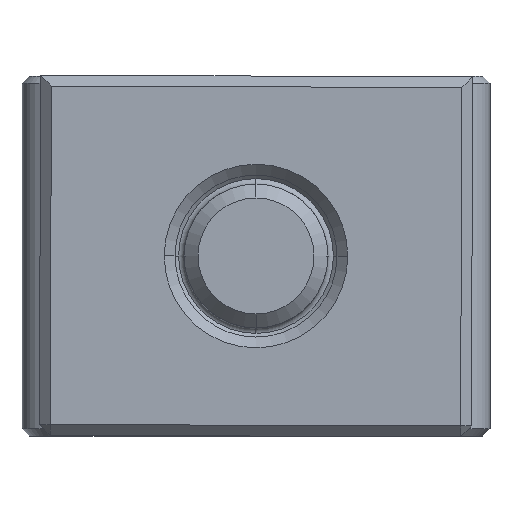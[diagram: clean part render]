
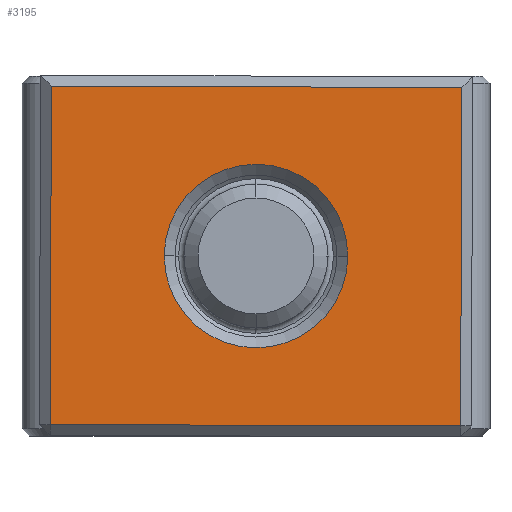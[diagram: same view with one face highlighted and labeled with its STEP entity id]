
A CAD part, front view. The second image highlights one B-rep face of the part: STEP entity #3195.
In plain terms, the highlighted face is planar.
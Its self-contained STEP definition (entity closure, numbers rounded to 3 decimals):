
#2 = CARTESIAN_POINT ( 'NONE',  ( 5.7, 9.7, 2.05 ) ) ;
#22 = VERTEX_POINT ( 'NONE', #4556 ) ;
#58 = DIRECTION ( 'NONE',  ( 1., 0., 0. ) ) ;
#94 = EDGE_CURVE ( 'NONE', #1925, #3263, #4003, .T. ) ;
#121 = EDGE_CURVE ( 'NONE', #978, #5209, #595, .T. ) ;
#183 = AXIS2_PLACEMENT_3D ( 'NONE', #1224, #1663, #2548 ) ;
#299 = LINE ( 'NONE', #3246, #1449 ) ;
#595 = LINE ( 'NONE', #3851, #3750 ) ;
#682 = VECTOR ( 'NONE', #2658, 1000. ) ;
#978 = VERTEX_POINT ( 'NONE', #3341 ) ;
#1175 = DIRECTION ( 'NONE',  ( 1., 0., 0. ) ) ;
#1213 = DIRECTION ( 'NONE',  ( 1., 0., 0. ) ) ;
#1224 = CARTESIAN_POINT ( 'NONE',  ( 0., 0., 2.05 ) ) ;
#1317 = CARTESIAN_POINT ( 'NONE',  ( -6., 9.7, 2.05 ) ) ;
#1429 = VERTEX_POINT ( 'NONE', #2 ) ;
#1449 = VECTOR ( 'NONE', #1213, 1000. ) ;
#1628 = DIRECTION ( 'NONE',  ( 0., 0., -1. ) ) ;
#1663 = DIRECTION ( 'NONE',  ( 0., 0., 1. ) ) ;
#1683 = CARTESIAN_POINT ( 'NONE',  ( 2.55, 5., 2.05 ) ) ;
#1771 = DIRECTION ( 'NONE',  ( 0., 1., 0. ) ) ;
#1925 = VERTEX_POINT ( 'NONE', #2347 ) ;
#2347 = CARTESIAN_POINT ( 'NONE',  ( -2.55, 5., 2.05 ) ) ;
#2413 = PLANE ( 'NONE',  #183 ) ;
#2456 = CARTESIAN_POINT ( 'NONE',  ( 0., 5., 2.05 ) ) ;
#2548 = DIRECTION ( 'NONE',  ( 1., 0., 0. ) ) ;
#2610 = LINE ( 'NONE', #3433, #4238 ) ;
#2618 = AXIS2_PLACEMENT_3D ( 'NONE', #4049, #4463, #1175 ) ;
#2658 = DIRECTION ( 'NONE',  ( -1., 0., 0. ) ) ;
#2679 = ORIENTED_EDGE ( 'NONE', *, *, #94, .T. ) ;
#2732 = CIRCLE ( 'NONE', #2618, 2.55 ) ;
#2733 = FACE_BOUND ( 'NONE', #4784, .T. ) ;
#3178 = LINE ( 'NONE', #1317, #682 ) ;
#3195 = ADVANCED_FACE ( 'NONE', ( #2733, #4959 ), #2413, .T. ) ;
#3215 = CARTESIAN_POINT ( 'NONE',  ( -5.7, 0.3, 2.05 ) ) ;
#3246 = CARTESIAN_POINT ( 'NONE',  ( 6., 0.3, 2.05 ) ) ;
#3263 = VERTEX_POINT ( 'NONE', #1683 ) ;
#3341 = CARTESIAN_POINT ( 'NONE',  ( -5.7, 9.7, 2.05 ) ) ;
#3368 = ORIENTED_EDGE ( 'NONE', *, *, #121, .T. ) ;
#3385 = ORIENTED_EDGE ( 'NONE', *, *, #4861, .T. ) ;
#3433 = CARTESIAN_POINT ( 'NONE',  ( 5.7, 10., 2.05 ) ) ;
#3575 = AXIS2_PLACEMENT_3D ( 'NONE', #2456, #1628, #58 ) ;
#3694 = EDGE_CURVE ( 'NONE', #22, #1429, #2610, .T. ) ;
#3750 = VECTOR ( 'NONE', #5080, 1000. ) ;
#3851 = CARTESIAN_POINT ( 'NONE',  ( -5.7, 0., 2.05 ) ) ;
#3989 = EDGE_CURVE ( 'NONE', #3263, #1925, #2732, .T. ) ;
#4003 = CIRCLE ( 'NONE', #3575, 2.55 ) ;
#4049 = CARTESIAN_POINT ( 'NONE',  ( 0., 5., 2.05 ) ) ;
#4055 = EDGE_CURVE ( 'NONE', #5209, #22, #299, .T. ) ;
#4238 = VECTOR ( 'NONE', #1771, 1000. ) ;
#4273 = EDGE_LOOP ( 'NONE', ( #4487, #3385, #3368, #5133 ) ) ;
#4463 = DIRECTION ( 'NONE',  ( 0., 0., -1. ) ) ;
#4487 = ORIENTED_EDGE ( 'NONE', *, *, #3694, .T. ) ;
#4556 = CARTESIAN_POINT ( 'NONE',  ( 5.7, 0.3, 2.05 ) ) ;
#4784 = EDGE_LOOP ( 'NONE', ( #4815, #2679 ) ) ;
#4815 = ORIENTED_EDGE ( 'NONE', *, *, #3989, .T. ) ;
#4861 = EDGE_CURVE ( 'NONE', #1429, #978, #3178, .T. ) ;
#4959 = FACE_OUTER_BOUND ( 'NONE', #4273, .T. ) ;
#5080 = DIRECTION ( 'NONE',  ( 0., -1., 0. ) ) ;
#5133 = ORIENTED_EDGE ( 'NONE', *, *, #4055, .T. ) ;
#5209 = VERTEX_POINT ( 'NONE', #3215 ) ;
